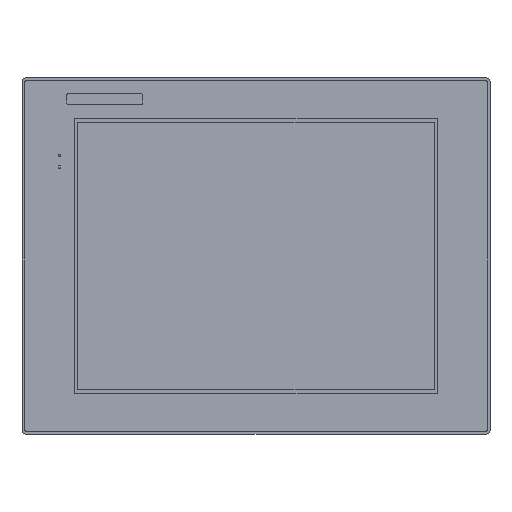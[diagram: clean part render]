
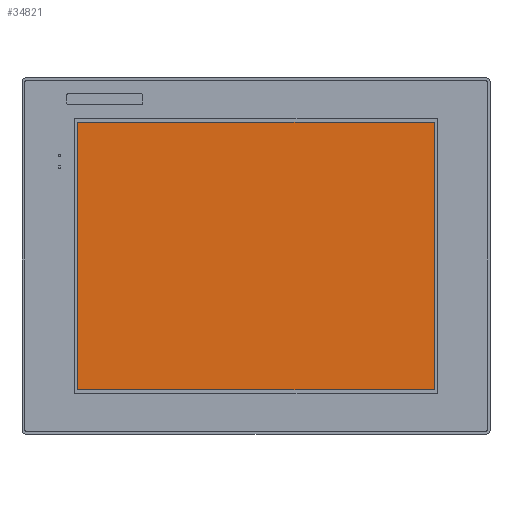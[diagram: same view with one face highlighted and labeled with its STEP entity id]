
A CAD part, top view. The second image highlights one B-rep face of the part: STEP entity #34821.
In plain terms, the highlighted planar face has unit normal (0, 0, 1).
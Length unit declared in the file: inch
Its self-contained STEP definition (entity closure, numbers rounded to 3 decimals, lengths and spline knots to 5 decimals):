
#1660 = CARTESIAN_POINT ( 'NONE',  ( 0., 0., 0.3488 ) ) ;
#2481 = LINE ( 'NONE', #51736, #94713 ) ;
#2682 = VERTEX_POINT ( 'NONE', #15316 ) ;
#5737 = ORIENTED_EDGE ( 'NONE', *, *, #44858, .T. ) ;
#7171 = DIRECTION ( 'NONE',  ( 1., 0., 0. ) ) ;
#10534 = AXIS2_PLACEMENT_3D ( 'NONE', #1660, #10654, #73210 ) ;
#10654 = DIRECTION ( 'NONE',  ( 0., 0., 1. ) ) ;
#12963 = CARTESIAN_POINT ( 'NONE',  ( 6.02265, -4.5265, 0.3488 ) ) ;
#15316 = CARTESIAN_POINT ( 'NONE',  ( 6.02265, -4.5265, 0.3488 ) ) ;
#19066 = CARTESIAN_POINT ( 'NONE',  ( -6.02435, -4.5265, 0.3488 ) ) ;
#21667 = VERTEX_POINT ( 'NONE', #97414 ) ;
#32747 = ORIENTED_EDGE ( 'NONE', *, *, #79453, .T. ) ;
#33158 = ORIENTED_EDGE ( 'NONE', *, *, #36622, .T. ) ;
#34821 = ADVANCED_FACE ( 'NONE', ( #104031 ), #37226, .T. ) ;
#35230 = LINE ( 'NONE', #12963, #79996 ) ;
#36622 = EDGE_CURVE ( 'NONE', #2682, #57025, #35230, .T. ) ;
#37226 = PLANE ( 'NONE',  #10534 ) ;
#38020 = VECTOR ( 'NONE', #80472, 39.37008 ) ;
#44858 = EDGE_CURVE ( 'NONE', #53336, #2682, #2481, .T. ) ;
#51736 = CARTESIAN_POINT ( 'NONE',  ( -6.02435, -4.5265, 0.3488 ) ) ;
#53336 = VERTEX_POINT ( 'NONE', #19066 ) ;
#57025 = VERTEX_POINT ( 'NONE', #74123 ) ;
#57561 = DIRECTION ( 'NONE',  ( 0., 1., 0. ) ) ;
#59163 = ORIENTED_EDGE ( 'NONE', *, *, #115569, .T. ) ;
#61705 = VECTOR ( 'NONE', #113498, 39.37008 ) ;
#71528 = CARTESIAN_POINT ( 'NONE',  ( 6.02265, 4.5285, 0.3488 ) ) ;
#73210 = DIRECTION ( 'NONE',  ( 1., 0., 0. ) ) ;
#74123 = CARTESIAN_POINT ( 'NONE',  ( 6.02265, 4.5285, 0.3488 ) ) ;
#78156 = EDGE_LOOP ( 'NONE', ( #33158, #59163, #32747, #5737 ) ) ;
#79453 = EDGE_CURVE ( 'NONE', #21667, #53336, #114803, .T. ) ;
#79996 = VECTOR ( 'NONE', #57561, 39.37008 ) ;
#80472 = DIRECTION ( 'NONE',  ( -1., 0., 0. ) ) ;
#94713 = VECTOR ( 'NONE', #7171, 39.37008 ) ;
#97414 = CARTESIAN_POINT ( 'NONE',  ( -6.02435, 4.5285, 0.3488 ) ) ;
#104031 = FACE_OUTER_BOUND ( 'NONE', #78156, .T. ) ;
#104497 = CARTESIAN_POINT ( 'NONE',  ( -6.02435, 4.5285, 0.3488 ) ) ;
#109354 = LINE ( 'NONE', #71528, #38020 ) ;
#113498 = DIRECTION ( 'NONE',  ( 0., -1., 0. ) ) ;
#114803 = LINE ( 'NONE', #104497, #61705 ) ;
#115569 = EDGE_CURVE ( 'NONE', #57025, #21667, #109354, .T. ) ;
